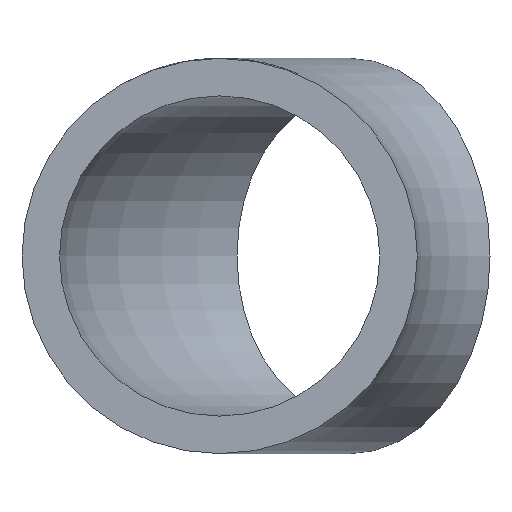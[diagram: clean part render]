
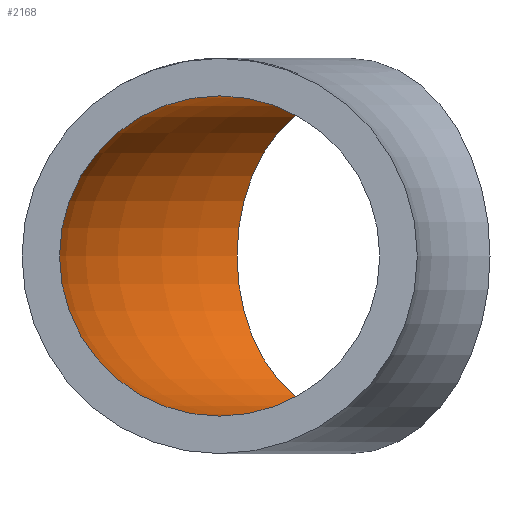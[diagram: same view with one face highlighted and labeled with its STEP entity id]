
A CAD part, front view. The second image highlights one B-rep face of the part: STEP entity #2168.
In plain terms, the highlighted toroidal (fillet/blend) face has major radius 38 mm and minor radius 13.65 mm.
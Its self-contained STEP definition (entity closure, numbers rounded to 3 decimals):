
#1220 = DIRECTION ( 'NONE',  ( -1., 0., 0. ) ) ;
#2168 = ADVANCED_FACE ( 'NONE', ( #10508, #15760 ), #6613, .F. ) ;
#2344 = EDGE_CURVE ( 'NONE', #10772, #10772, #12339, .T. ) ;
#4095 = CARTESIAN_POINT ( 'NONE',  ( -38., 0., 13.65 ) ) ;
#4451 = AXIS2_PLACEMENT_3D ( 'NONE', #9777, #14789, #11556 ) ;
#5113 = ORIENTED_EDGE ( 'NONE', *, *, #10624, .T. ) ;
#5919 = CARTESIAN_POINT ( 'NONE',  ( 0., 0., 0. ) ) ;
#6265 = CIRCLE ( 'NONE', #4451, 13.65 ) ;
#6613 = TOROIDAL_SURFACE ( 'NONE', #15517, 38., 13.65 ) ;
#7108 = CARTESIAN_POINT ( 'NONE',  ( -36.522, 36.522, 0. ) ) ;
#8192 = EDGE_LOOP ( 'NONE', ( #12017 ) ) ;
#9777 = CARTESIAN_POINT ( 'NONE',  ( -26.87, 26.87, 0. ) ) ;
#10508 = FACE_OUTER_BOUND ( 'NONE', #15532, .T. ) ;
#10624 = EDGE_CURVE ( 'NONE', #12072, #12072, #6265, .T. ) ;
#10772 = VERTEX_POINT ( 'NONE', #4095 ) ;
#11059 = CARTESIAN_POINT ( 'NONE',  ( -38., 0., 0. ) ) ;
#11556 = DIRECTION ( 'NONE',  ( -0.707, 0.707, 0. ) ) ;
#12017 = ORIENTED_EDGE ( 'NONE', *, *, #2344, .F. ) ;
#12072 = VERTEX_POINT ( 'NONE', #7108 ) ;
#12204 = DIRECTION ( 'NONE',  ( 0., 0., 1. ) ) ;
#12339 = CIRCLE ( 'NONE', #13908, 13.65 ) ;
#13441 = DIRECTION ( 'NONE',  ( 0., 0., -1. ) ) ;
#13604 = DIRECTION ( 'NONE',  ( 0., 1., 0. ) ) ;
#13908 = AXIS2_PLACEMENT_3D ( 'NONE', #11059, #13604, #12204 ) ;
#14789 = DIRECTION ( 'NONE',  ( 0.707, 0.707, 0. ) ) ;
#15517 = AXIS2_PLACEMENT_3D ( 'NONE', #5919, #13441, #1220 ) ;
#15532 = EDGE_LOOP ( 'NONE', ( #5113 ) ) ;
#15760 = FACE_OUTER_BOUND ( 'NONE', #8192, .T. ) ;
